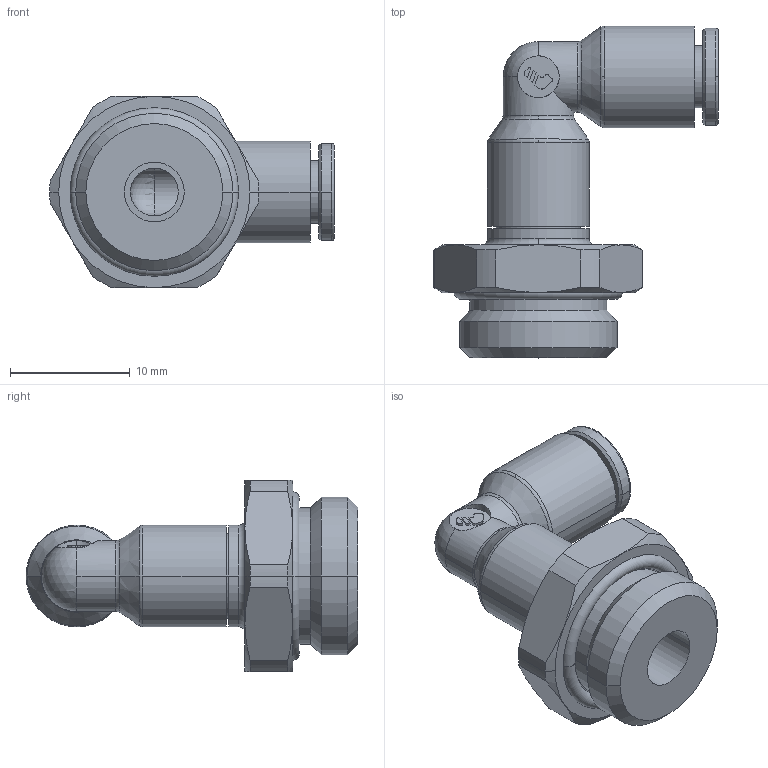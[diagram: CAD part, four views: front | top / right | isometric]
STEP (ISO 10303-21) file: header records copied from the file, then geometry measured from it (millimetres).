
FILE_DESCRIPTION(('STEP AP214'),'1');
FILE_NAME('3169_04_13.stp','2016-07-07T14:52:59',('TraceParts'),('TraceParts S.A.'),'Spatial InterOp 3D',' ',' ');
FILE_SCHEMA(('automotive_design'));
Length unit declared in the file: millimetre
Products named in the file (1): 1
Bounding box: 23.8 x 27.75 x 16 mm (x, y, z)
Volume: 2368.3 mm3; surface area: 2170.4 mm2
Topology: 1 solids, 1 shells, 122 faces, 308 edges, 192 vertices
Faces by surface type: cylinder 42, plane 33, cone 26, torus 14, sphere 7
Entity records: 3841 total; most frequent: CARTESIAN_POINT 899, DIRECTION 675, ORIENTED_EDGE 594, EDGE_CURVE 297, AXIS2_PLACEMENT_3D 287, VERTEX_POINT 190, CIRCLE 162, EDGE_LOOP 133
